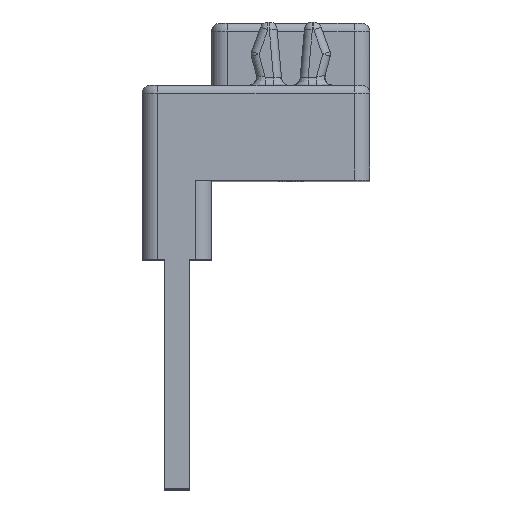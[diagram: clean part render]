
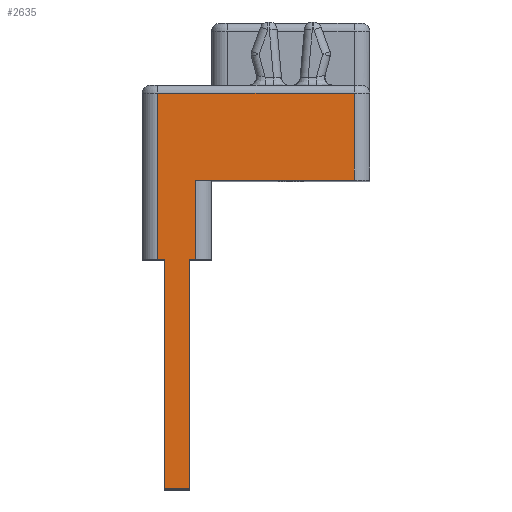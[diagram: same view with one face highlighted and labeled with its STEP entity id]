
A CAD part, top view. The second image highlights one B-rep face of the part: STEP entity #2635.
In plain terms, the highlighted planar face has unit normal (0, 0, 1).
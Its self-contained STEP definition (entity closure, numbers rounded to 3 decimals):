
#150=DIRECTION('',(1.,0.,0.));
#151=VECTOR('',#150,5.);
#152=CARTESIAN_POINT('',(-3.,0.,0.));
#153=LINE('',#152,#151);
#240=DIRECTION('',(-1.,0.,0.));
#241=VECTOR('',#240,0.2);
#242=CARTESIAN_POINT('',(-3.,-2.5,0.));
#243=LINE('',#242,#241);
#266=DIRECTION('',(-1.,0.,0.));
#267=VECTOR('',#266,0.2);
#268=CARTESIAN_POINT('',(-4.,-2.5,0.));
#269=LINE('',#268,#267);
#312=DIRECTION('',(0.,-1.,0.));
#313=VECTOR('',#312,7.248);
#314=CARTESIAN_POINT('',(-4.,-2.5,0.));
#315=LINE('',#314,#313);
#344=DIRECTION('',(0.,1.,0.));
#345=VECTOR('',#344,5.25);
#346=CARTESIAN_POINT('',(-4.2,-2.5,0.));
#347=LINE('',#346,#345);
#348=DIRECTION('',(1.,0.,0.));
#349=VECTOR('',#348,6.2);
#350=CARTESIAN_POINT('',(-4.2,2.75,0.));
#351=LINE('',#350,#349);
#352=DIRECTION('',(0.,1.,0.));
#353=VECTOR('',#352,2.5);
#354=CARTESIAN_POINT('',(-3.,-2.5,0.));
#355=LINE('',#354,#353);
#368=DIRECTION('',(0.,-1.,0.));
#369=VECTOR('',#368,7.248);
#370=CARTESIAN_POINT('',(-3.2,-2.5,0.));
#371=LINE('',#370,#369);
#396=DIRECTION('',(1.,0.,0.));
#397=VECTOR('',#396,0.8);
#398=CARTESIAN_POINT('',(-4.,-9.748,0.));
#399=LINE('',#398,#397);
#1327=DIRECTION('',(0.,1.,0.));
#1328=VECTOR('',#1327,2.75);
#1329=CARTESIAN_POINT('',(2.,0.,0.));
#1330=LINE('',#1329,#1328);
#2016=CARTESIAN_POINT('',(2.,0.,0.));
#2018=VERTEX_POINT('',#2016);
#2112=CARTESIAN_POINT('',(-4.2,-2.5,0.));
#2114=VERTEX_POINT('',#2112);
#2132=CARTESIAN_POINT('',(-3.,-2.5,0.));
#2133=VERTEX_POINT('',#2132);
#2134=CARTESIAN_POINT('',(-3.,0.,0.));
#2135=VERTEX_POINT('',#2134);
#2200=CARTESIAN_POINT('',(2.,2.75,0.));
#2201=VERTEX_POINT('',#2200);
#2204=CARTESIAN_POINT('',(-4.2,2.75,0.));
#2205=VERTEX_POINT('',#2204);
#2400=CARTESIAN_POINT('',(-4.,-9.748,0.));
#2402=VERTEX_POINT('',#2400);
#2412=CARTESIAN_POINT('',(-3.2,-9.748,0.));
#2414=VERTEX_POINT('',#2412);
#2418=CARTESIAN_POINT('',(-4.,-2.5,0.));
#2420=VERTEX_POINT('',#2418);
#2426=CARTESIAN_POINT('',(-3.2,-2.5,0.));
#2428=VERTEX_POINT('',#2426);
#2612=CARTESIAN_POINT('',(-2.5,0.,0.));
#2613=DIRECTION('',(0.,0.,1.));
#2614=DIRECTION('',(1.,0.,0.));
#2615=AXIS2_PLACEMENT_3D('',#2612,#2613,#2614);
#2616=PLANE('',#2615);
#2617=ORIENTED_EDGE('',*,*,#2536,.T.);
#2619=ORIENTED_EDGE('',*,*,#2618,.T.);
#2621=ORIENTED_EDGE('',*,*,#2620,.F.);
#2622=ORIENTED_EDGE('',*,*,#2585,.F.);
#2623=ORIENTED_EDGE('',*,*,#2548,.T.);
#2625=ORIENTED_EDGE('',*,*,#2624,.T.);
#2627=ORIENTED_EDGE('',*,*,#2626,.T.);
#2629=ORIENTED_EDGE('',*,*,#2628,.F.);
#2630=ORIENTED_EDGE('',*,*,#2459,.F.);
#2632=ORIENTED_EDGE('',*,*,#2631,.F.);
#2633=EDGE_LOOP('',(#2617,#2619,#2621,#2622,#2623,#2625,#2627,#2629,#2630,
#2632));
#2634=FACE_OUTER_BOUND('',#2633,.F.);
#2459=EDGE_CURVE('',#2135,#2018,#153,.T.);
#2536=EDGE_CURVE('',#2133,#2428,#243,.T.);
#2548=EDGE_CURVE('',#2420,#2114,#269,.T.);
#2585=EDGE_CURVE('',#2420,#2402,#315,.T.);
#2618=EDGE_CURVE('',#2428,#2414,#371,.T.);
#2620=EDGE_CURVE('',#2402,#2414,#399,.T.);
#2624=EDGE_CURVE('',#2114,#2205,#347,.T.);
#2626=EDGE_CURVE('',#2205,#2201,#351,.T.);
#2628=EDGE_CURVE('',#2018,#2201,#1330,.T.);
#2631=EDGE_CURVE('',#2133,#2135,#355,.T.);
#2635=ADVANCED_FACE('',(#2634),#2616,.T.);
